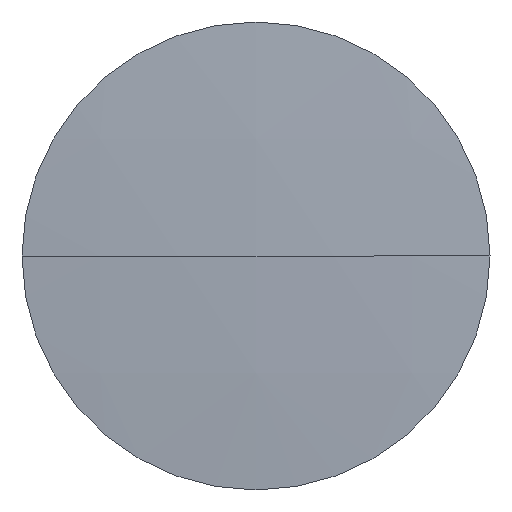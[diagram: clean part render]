
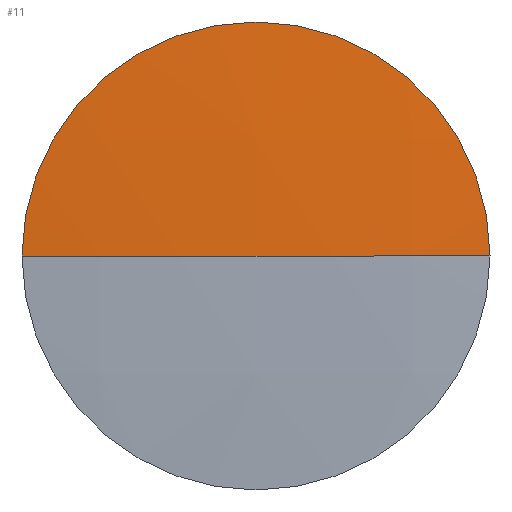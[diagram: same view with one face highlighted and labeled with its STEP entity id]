
A CAD part, left-side view. The second image highlights one B-rep face of the part: STEP entity #11.
In plain terms, the highlighted spherical face has radius 371.6 mm.
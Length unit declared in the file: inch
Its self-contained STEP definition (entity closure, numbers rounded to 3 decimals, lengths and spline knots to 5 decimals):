
#11 = ADVANCED_FACE ( 'NONE', ( #46 ), #84, .T. ) ;
#12 = EDGE_LOOP ( 'NONE', ( #13, #16, #60, #62 ) ) ;
#13 = ORIENTED_EDGE ( 'NONE', *, *, #14, .F. ) ;
#14 = EDGE_CURVE ( 'NONE', #15, #28, #80, .T. ) ;
#15 = VERTEX_POINT ( 'NONE', #132 ) ;
#16 = ORIENTED_EDGE ( 'NONE', *, *, #17, .T. ) ;
#17 = EDGE_CURVE ( 'NONE', #15, #18, #131, .T. ) ;
#18 = VERTEX_POINT ( 'NONE', #126 ) ;
#27 = EDGE_CURVE ( 'NONE', #28, #29, #169, .T. ) ;
#28 = VERTEX_POINT ( 'NONE', #164 ) ;
#29 = VERTEX_POINT ( 'NONE', #163 ) ;
#46 = FACE_OUTER_BOUND ( 'NONE', #12, .T. ) ;
#60 = ORIENTED_EDGE ( 'NONE', *, *, #61, .F. ) ;
#61 = EDGE_CURVE ( 'NONE', #29, #18, #211, .T. ) ;
#62 = ORIENTED_EDGE ( 'NONE', *, *, #27, .F. ) ;
#80 = CIRCLE ( 'NONE', #136, 14.62992 ) ;
#81 = DIRECTION ( 'NONE',  ( 0., 1., 0. ) ) ;
#82 = DIRECTION ( 'NONE',  ( 0., 0., 1. ) ) ;
#83 = AXIS2_PLACEMENT_3D ( 'NONE', #85, #82, #81 ) ;
#84 = SPHERICAL_SURFACE ( 'NONE', #83, 14.62992 ) ;
#85 = CARTESIAN_POINT ( 'NONE',  ( 11.10415, 1.35893, 0.87225 ) ) ;
#126 = CARTESIAN_POINT ( 'NONE',  ( -3.49155, 0.35893, 0.87225 ) ) ;
#127 = DIRECTION ( 'NONE',  ( 0., -1., 0. ) ) ;
#128 = DIRECTION ( 'NONE',  ( 0., 0., 1. ) ) ;
#129 = CARTESIAN_POINT ( 'NONE',  ( 11.10415, 1.35893, 0.87225 ) ) ;
#130 = AXIS2_PLACEMENT_3D ( 'NONE', #129, #128, #127 ) ;
#131 = CIRCLE ( 'NONE', #130, 14.62992 ) ;
#132 = CARTESIAN_POINT ( 'NONE',  ( -3.52577, 1.35893, 0.87225 ) ) ;
#133 = DIRECTION ( 'NONE',  ( -1., 0., 0. ) ) ;
#134 = DIRECTION ( 'NONE',  ( 0., 0., -1. ) ) ;
#135 = CARTESIAN_POINT ( 'NONE',  ( 11.10415, 1.35893, 0.87225 ) ) ;
#136 = AXIS2_PLACEMENT_3D ( 'NONE', #135, #134, #133 ) ;
#163 = CARTESIAN_POINT ( 'NONE',  ( -3.49155, 1.35893, 1.87225 ) ) ;
#164 = CARTESIAN_POINT ( 'NONE',  ( -3.49155, 2.35893, 0.87225 ) ) ;
#165 = DIRECTION ( 'NONE',  ( 0., 0., -1. ) ) ;
#166 = DIRECTION ( 'NONE',  ( 1., 0., 0. ) ) ;
#167 = CARTESIAN_POINT ( 'NONE',  ( -3.49155, 1.35893, 0.87225 ) ) ;
#168 = AXIS2_PLACEMENT_3D ( 'NONE', #167, #166, #165 ) ;
#169 = CIRCLE ( 'NONE', #168, 1. ) ;
#207 = DIRECTION ( 'NONE',  ( 0., 0., -1. ) ) ;
#208 = DIRECTION ( 'NONE',  ( 1., 0., 0. ) ) ;
#209 = CARTESIAN_POINT ( 'NONE',  ( -3.49155, 1.35893, 0.87225 ) ) ;
#210 = AXIS2_PLACEMENT_3D ( 'NONE', #209, #208, #207 ) ;
#211 = CIRCLE ( 'NONE', #210, 1. ) ;
